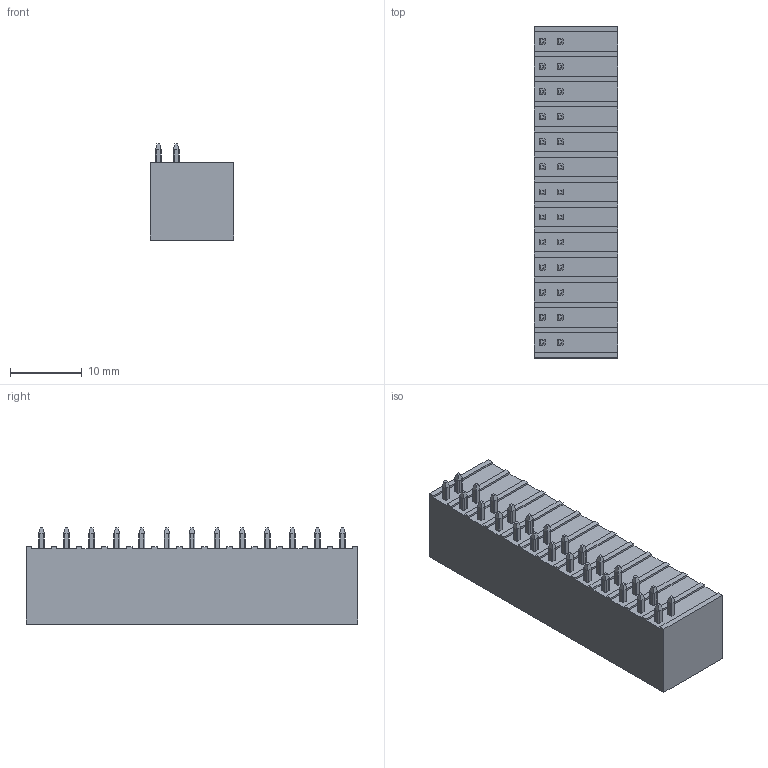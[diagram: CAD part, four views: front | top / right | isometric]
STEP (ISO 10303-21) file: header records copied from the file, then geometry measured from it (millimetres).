
FILE_DESCRIPTION((''),'2;1');
FILE_NAME('PRT0007','2024-11-18T09:53:46',('tluser'),(''),'CREO PARAMETRIC BY PTC INC, 2018100','CREO PARAMETRIC BY PTC INC, 2018100','');
FILE_SCHEMA(('CONFIG_CONTROL_DESIGN'));
Length unit declared in the file: millimetre
Products named in the file (1): PRT0007
Bounding box: 11.6 x 46.3 x 13.4 mm (x, y, z)
Volume: 3914.6 mm3; surface area: 4413.6 mm2
Topology: 1 solids, 1 shells, 1174 faces, 3357 edges, 2238 vertices
Faces by surface type: plane 779, cylinder 304, extrusion 91
Entity records: 39273 total; most frequent: CARTESIAN_POINT 9124, ORIENTED_EDGE 6714, DIRECTION 5546, EDGE_CURVE 3357, VECTOR 2450, LINE 2359, VERTEX_POINT 2238, AXIS2_PLACEMENT_3D 1548
